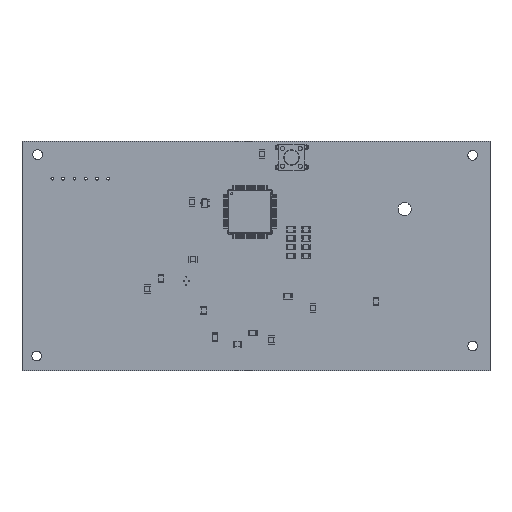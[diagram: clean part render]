
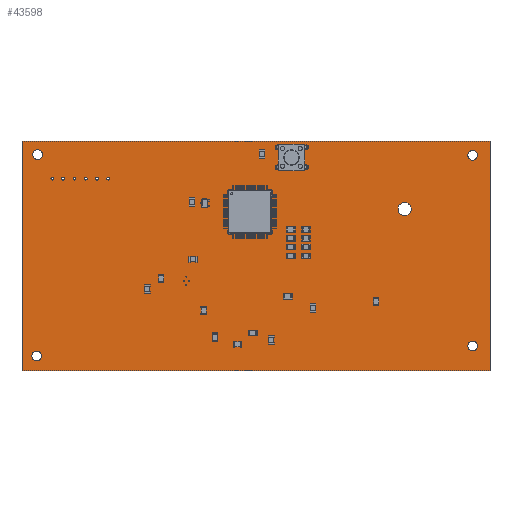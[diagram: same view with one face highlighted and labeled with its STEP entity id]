
A CAD part, top view. The second image highlights one B-rep face of the part: STEP entity #43598.
In plain terms, the highlighted planar face has unit normal (0, 0, 1).
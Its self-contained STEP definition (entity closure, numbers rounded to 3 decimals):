
#43277 = VERTEX_POINT('',#43278);
#43278 = CARTESIAN_POINT('',(194.423,-119.869,1.6));
#43284 = EDGE_CURVE('',#43277,#43285,#43287,.T.);
#43285 = VERTEX_POINT('',#43286);
#43286 = CARTESIAN_POINT('',(88.9,-119.869,1.6));
#43287 = LINE('',#43288,#43289);
#43288 = CARTESIAN_POINT('',(194.423,-119.869,1.6));
#43289 = VECTOR('',#43290,1.);
#43290 = DIRECTION('',(-1.,0.,0.));
#43317 = VERTEX_POINT('',#43318);
#43318 = CARTESIAN_POINT('',(194.423,-68.091,1.6));
#43324 = EDGE_CURVE('',#43317,#43277,#43325,.T.);
#43325 = LINE('',#43326,#43327);
#43326 = CARTESIAN_POINT('',(194.423,-68.091,1.6));
#43327 = VECTOR('',#43328,1.);
#43328 = DIRECTION('',(0.,-1.,0.));
#43346 = EDGE_CURVE('',#43285,#43347,#43349,.T.);
#43347 = VERTEX_POINT('',#43348);
#43348 = CARTESIAN_POINT('',(88.9,-68.091,1.6));
#43349 = LINE('',#43350,#43351);
#43350 = CARTESIAN_POINT('',(88.9,-119.869,1.6));
#43351 = VECTOR('',#43352,1.);
#43352 = DIRECTION('',(0.,1.,0.));
#43598 = ADVANCED_FACE('',(#43599,#43610,#43621,#43632,#43643,#43654,
    #43665,#43676,#43687,#43698,#43709,#43720,#43731,#43742,#43753,
    #43764,#43775,#43786,#43797,#43808),#43819,.T.);
#43599 = FACE_BOUND('',#43600,.T.);
#43600 = EDGE_LOOP('',(#43601,#43602,#43603,#43609));
#43601 = ORIENTED_EDGE('',*,*,#43284,.F.);
#43602 = ORIENTED_EDGE('',*,*,#43324,.F.);
#43603 = ORIENTED_EDGE('',*,*,#43604,.F.);
#43604 = EDGE_CURVE('',#43347,#43317,#43605,.T.);
#43605 = LINE('',#43606,#43607);
#43606 = CARTESIAN_POINT('',(88.9,-68.091,1.6));
#43607 = VECTOR('',#43608,1.);
#43608 = DIRECTION('',(1.,0.,0.));
#43609 = ORIENTED_EDGE('',*,*,#43346,.F.);
#43610 = FACE_BOUND('',#43611,.T.);
#43611 = EDGE_LOOP('',(#43612));
#43612 = ORIENTED_EDGE('',*,*,#43613,.T.);
#43613 = EDGE_CURVE('',#43614,#43614,#43616,.T.);
#43614 = VERTEX_POINT('',#43615);
#43615 = CARTESIAN_POINT('',(92.203,-117.618,1.6));
#43616 = CIRCLE('',#43617,1.1);
#43617 = AXIS2_PLACEMENT_3D('',#43618,#43619,#43620);
#43618 = CARTESIAN_POINT('',(92.203,-116.518,1.6));
#43619 = DIRECTION('',(-0.,0.,-1.));
#43620 = DIRECTION('',(0.,-1.,0.));
#43621 = FACE_BOUND('',#43622,.T.);
#43622 = EDGE_LOOP('',(#43623));
#43623 = ORIENTED_EDGE('',*,*,#43624,.T.);
#43624 = EDGE_CURVE('',#43625,#43625,#43627,.T.);
#43625 = VERTEX_POINT('',#43626);
#43626 = CARTESIAN_POINT('',(125.357,-99.671,1.6));
#43627 = CIRCLE('',#43628,0.102);
#43628 = AXIS2_PLACEMENT_3D('',#43629,#43630,#43631);
#43629 = CARTESIAN_POINT('',(125.357,-99.569,1.6));
#43630 = DIRECTION('',(-0.,0.,-1.));
#43631 = DIRECTION('',(-0.,-1.,0.));
#43632 = FACE_BOUND('',#43633,.T.);
#43633 = EDGE_LOOP('',(#43634));
#43634 = ORIENTED_EDGE('',*,*,#43635,.T.);
#43635 = EDGE_CURVE('',#43636,#43636,#43638,.T.);
#43636 = VERTEX_POINT('',#43637);
#43637 = CARTESIAN_POINT('',(125.932,-100.621,1.6));
#43638 = CIRCLE('',#43639,0.102);
#43639 = AXIS2_PLACEMENT_3D('',#43640,#43641,#43642);
#43640 = CARTESIAN_POINT('',(125.932,-100.519,1.6));
#43641 = DIRECTION('',(-0.,0.,-1.));
#43642 = DIRECTION('',(-0.,-1.,0.));
#43643 = FACE_BOUND('',#43644,.T.);
#43644 = EDGE_LOOP('',(#43645));
#43645 = ORIENTED_EDGE('',*,*,#43646,.T.);
#43646 = EDGE_CURVE('',#43647,#43647,#43649,.T.);
#43647 = VERTEX_POINT('',#43648);
#43648 = CARTESIAN_POINT('',(126.507,-99.671,1.6));
#43649 = CIRCLE('',#43650,0.102);
#43650 = AXIS2_PLACEMENT_3D('',#43651,#43652,#43653);
#43651 = CARTESIAN_POINT('',(126.507,-99.569,1.6));
#43652 = DIRECTION('',(-0.,0.,-1.));
#43653 = DIRECTION('',(-0.,-1.,0.));
#43654 = FACE_BOUND('',#43655,.T.);
#43655 = EDGE_LOOP('',(#43656));
#43656 = ORIENTED_EDGE('',*,*,#43657,.T.);
#43657 = EDGE_CURVE('',#43658,#43658,#43660,.T.);
#43658 = VERTEX_POINT('',#43659);
#43659 = CARTESIAN_POINT('',(125.932,-98.721,1.6));
#43660 = CIRCLE('',#43661,0.102);
#43661 = AXIS2_PLACEMENT_3D('',#43662,#43663,#43664);
#43662 = CARTESIAN_POINT('',(125.932,-98.619,1.6));
#43663 = DIRECTION('',(-0.,0.,-1.));
#43664 = DIRECTION('',(-0.,-1.,0.));
#43665 = FACE_BOUND('',#43666,.T.);
#43666 = EDGE_LOOP('',(#43667));
#43667 = ORIENTED_EDGE('',*,*,#43668,.T.);
#43668 = EDGE_CURVE('',#43669,#43669,#43671,.T.);
#43669 = VERTEX_POINT('',#43670);
#43670 = CARTESIAN_POINT('',(190.5,-115.4,1.6));
#43671 = CIRCLE('',#43672,1.1);
#43672 = AXIS2_PLACEMENT_3D('',#43673,#43674,#43675);
#43673 = CARTESIAN_POINT('',(190.5,-114.3,1.6));
#43674 = DIRECTION('',(-0.,0.,-1.));
#43675 = DIRECTION('',(-0.,-1.,0.));
#43676 = FACE_BOUND('',#43677,.T.);
#43677 = EDGE_LOOP('',(#43678));
#43678 = ORIENTED_EDGE('',*,*,#43679,.T.);
#43679 = EDGE_CURVE('',#43680,#43680,#43682,.T.);
#43680 = VERTEX_POINT('',#43681);
#43681 = CARTESIAN_POINT('',(95.75,-76.86,1.6));
#43682 = CIRCLE('',#43683,0.32);
#43683 = AXIS2_PLACEMENT_3D('',#43684,#43685,#43686);
#43684 = CARTESIAN_POINT('',(95.75,-76.54,1.6));
#43685 = DIRECTION('',(-0.,0.,-1.));
#43686 = DIRECTION('',(-0.,-1.,0.));
#43687 = FACE_BOUND('',#43688,.T.);
#43688 = EDGE_LOOP('',(#43689));
#43689 = ORIENTED_EDGE('',*,*,#43690,.T.);
#43690 = EDGE_CURVE('',#43691,#43691,#43693,.T.);
#43691 = VERTEX_POINT('',#43692);
#43692 = CARTESIAN_POINT('',(98.19,-76.86,1.6));
#43693 = CIRCLE('',#43694,0.32);
#43694 = AXIS2_PLACEMENT_3D('',#43695,#43696,#43697);
#43695 = CARTESIAN_POINT('',(98.19,-76.54,1.6));
#43696 = DIRECTION('',(-0.,0.,-1.));
#43697 = DIRECTION('',(-0.,-1.,0.));
#43698 = FACE_BOUND('',#43699,.T.);
#43699 = EDGE_LOOP('',(#43700));
#43700 = ORIENTED_EDGE('',*,*,#43701,.T.);
#43701 = EDGE_CURVE('',#43702,#43702,#43704,.T.);
#43702 = VERTEX_POINT('',#43703);
#43703 = CARTESIAN_POINT('',(100.73,-76.86,1.6));
#43704 = CIRCLE('',#43705,0.32);
#43705 = AXIS2_PLACEMENT_3D('',#43706,#43707,#43708);
#43706 = CARTESIAN_POINT('',(100.73,-76.54,1.6));
#43707 = DIRECTION('',(-0.,0.,-1.));
#43708 = DIRECTION('',(0.,-1.,-0.));
#43709 = FACE_BOUND('',#43710,.T.);
#43710 = EDGE_LOOP('',(#43711));
#43711 = ORIENTED_EDGE('',*,*,#43712,.T.);
#43712 = EDGE_CURVE('',#43713,#43713,#43715,.T.);
#43713 = VERTEX_POINT('',#43714);
#43714 = CARTESIAN_POINT('',(103.27,-76.86,1.6));
#43715 = CIRCLE('',#43716,0.32);
#43716 = AXIS2_PLACEMENT_3D('',#43717,#43718,#43719);
#43717 = CARTESIAN_POINT('',(103.27,-76.54,1.6));
#43718 = DIRECTION('',(-0.,0.,-1.));
#43719 = DIRECTION('',(0.,-1.,0.));
#43720 = FACE_BOUND('',#43721,.T.);
#43721 = EDGE_LOOP('',(#43722));
#43722 = ORIENTED_EDGE('',*,*,#43723,.T.);
#43723 = EDGE_CURVE('',#43724,#43724,#43726,.T.);
#43724 = VERTEX_POINT('',#43725);
#43725 = CARTESIAN_POINT('',(105.81,-76.86,1.6));
#43726 = CIRCLE('',#43727,0.32);
#43727 = AXIS2_PLACEMENT_3D('',#43728,#43729,#43730);
#43728 = CARTESIAN_POINT('',(105.81,-76.54,1.6));
#43729 = DIRECTION('',(-0.,0.,-1.));
#43730 = DIRECTION('',(-0.,-1.,0.));
#43731 = FACE_BOUND('',#43732,.T.);
#43732 = EDGE_LOOP('',(#43733));
#43733 = ORIENTED_EDGE('',*,*,#43734,.T.);
#43734 = EDGE_CURVE('',#43735,#43735,#43737,.T.);
#43735 = VERTEX_POINT('',#43736);
#43736 = CARTESIAN_POINT('',(108.35,-76.86,1.6));
#43737 = CIRCLE('',#43738,0.32);
#43738 = AXIS2_PLACEMENT_3D('',#43739,#43740,#43741);
#43739 = CARTESIAN_POINT('',(108.35,-76.54,1.6));
#43740 = DIRECTION('',(-0.,0.,-1.));
#43741 = DIRECTION('',(-0.,-1.,0.));
#43742 = FACE_BOUND('',#43743,.T.);
#43743 = EDGE_LOOP('',(#43744));
#43744 = ORIENTED_EDGE('',*,*,#43745,.T.);
#43745 = EDGE_CURVE('',#43746,#43746,#43748,.T.);
#43746 = VERTEX_POINT('',#43747);
#43747 = CARTESIAN_POINT('',(92.418,-72.22,1.6));
#43748 = CIRCLE('',#43749,1.1);
#43749 = AXIS2_PLACEMENT_3D('',#43750,#43751,#43752);
#43750 = CARTESIAN_POINT('',(92.418,-71.12,1.6));
#43751 = DIRECTION('',(-0.,0.,-1.));
#43752 = DIRECTION('',(-0.,-1.,0.));
#43753 = FACE_BOUND('',#43754,.T.);
#43754 = EDGE_LOOP('',(#43755));
#43755 = ORIENTED_EDGE('',*,*,#43756,.T.);
#43756 = EDGE_CURVE('',#43757,#43757,#43759,.T.);
#43757 = VERTEX_POINT('',#43758);
#43758 = CARTESIAN_POINT('',(175.186,-84.923,1.6));
#43759 = CIRCLE('',#43760,1.5);
#43760 = AXIS2_PLACEMENT_3D('',#43761,#43762,#43763);
#43761 = CARTESIAN_POINT('',(175.186,-83.423,1.6));
#43762 = DIRECTION('',(-0.,0.,-1.));
#43763 = DIRECTION('',(-0.,-1.,0.));
#43764 = FACE_BOUND('',#43765,.T.);
#43765 = EDGE_LOOP('',(#43766));
#43766 = ORIENTED_EDGE('',*,*,#43767,.T.);
#43767 = EDGE_CURVE('',#43768,#43768,#43770,.T.);
#43768 = VERTEX_POINT('',#43769);
#43769 = CARTESIAN_POINT('',(146.5,-74.55,1.6));
#43770 = CIRCLE('',#43771,0.55);
#43771 = AXIS2_PLACEMENT_3D('',#43772,#43773,#43774);
#43772 = CARTESIAN_POINT('',(146.5,-74.,1.6));
#43773 = DIRECTION('',(-0.,0.,-1.));
#43774 = DIRECTION('',(-0.,-1.,0.));
#43775 = FACE_BOUND('',#43776,.T.);
#43776 = EDGE_LOOP('',(#43777));
#43777 = ORIENTED_EDGE('',*,*,#43778,.T.);
#43778 = EDGE_CURVE('',#43779,#43779,#43781,.T.);
#43779 = VERTEX_POINT('',#43780);
#43780 = CARTESIAN_POINT('',(153.,-74.55,1.6));
#43781 = CIRCLE('',#43782,0.55);
#43782 = AXIS2_PLACEMENT_3D('',#43783,#43784,#43785);
#43783 = CARTESIAN_POINT('',(153.,-74.,1.6));
#43784 = DIRECTION('',(-0.,0.,-1.));
#43785 = DIRECTION('',(-0.,-1.,0.));
#43786 = FACE_BOUND('',#43787,.T.);
#43787 = EDGE_LOOP('',(#43788));
#43788 = ORIENTED_EDGE('',*,*,#43789,.T.);
#43789 = EDGE_CURVE('',#43790,#43790,#43792,.T.);
#43790 = VERTEX_POINT('',#43791);
#43791 = CARTESIAN_POINT('',(146.5,-70.05,1.6));
#43792 = CIRCLE('',#43793,0.55);
#43793 = AXIS2_PLACEMENT_3D('',#43794,#43795,#43796);
#43794 = CARTESIAN_POINT('',(146.5,-69.5,1.6));
#43795 = DIRECTION('',(-0.,0.,-1.));
#43796 = DIRECTION('',(-0.,-1.,0.));
#43797 = FACE_BOUND('',#43798,.T.);
#43798 = EDGE_LOOP('',(#43799));
#43799 = ORIENTED_EDGE('',*,*,#43800,.T.);
#43800 = EDGE_CURVE('',#43801,#43801,#43803,.T.);
#43801 = VERTEX_POINT('',#43802);
#43802 = CARTESIAN_POINT('',(153.,-70.05,1.6));
#43803 = CIRCLE('',#43804,0.55);
#43804 = AXIS2_PLACEMENT_3D('',#43805,#43806,#43807);
#43805 = CARTESIAN_POINT('',(153.,-69.5,1.6));
#43806 = DIRECTION('',(-0.,0.,-1.));
#43807 = DIRECTION('',(-0.,-1.,0.));
#43808 = FACE_BOUND('',#43809,.T.);
#43809 = EDGE_LOOP('',(#43810));
#43810 = ORIENTED_EDGE('',*,*,#43811,.T.);
#43811 = EDGE_CURVE('',#43812,#43812,#43814,.T.);
#43812 = VERTEX_POINT('',#43813);
#43813 = CARTESIAN_POINT('',(190.5,-72.365,1.6));
#43814 = CIRCLE('',#43815,1.1);
#43815 = AXIS2_PLACEMENT_3D('',#43816,#43817,#43818);
#43816 = CARTESIAN_POINT('',(190.5,-71.265,1.6));
#43817 = DIRECTION('',(-0.,0.,-1.));
#43818 = DIRECTION('',(-0.,-1.,0.));
#43819 = PLANE('',#43820);
#43820 = AXIS2_PLACEMENT_3D('',#43821,#43822,#43823);
#43821 = CARTESIAN_POINT('',(0.,0.,1.6));
#43822 = DIRECTION('',(0.,0.,1.));
#43823 = DIRECTION('',(1.,0.,-0.));
